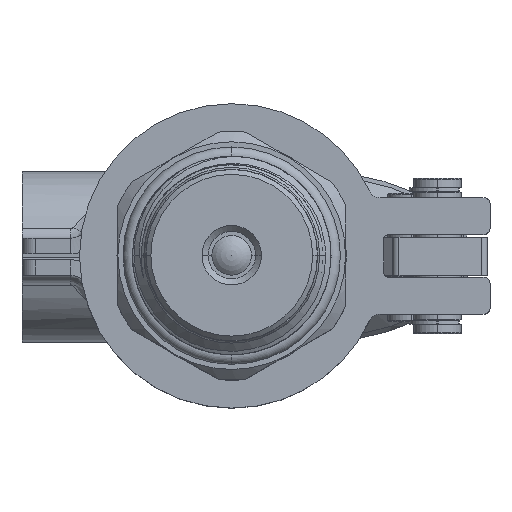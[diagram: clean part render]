
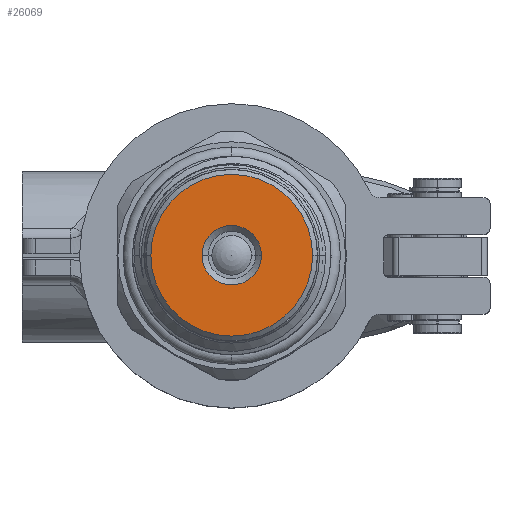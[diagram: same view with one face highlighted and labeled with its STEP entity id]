
A CAD part, top view. The second image highlights one B-rep face of the part: STEP entity #26069.
In plain terms, the highlighted planar face has unit normal (0, 0, 1).
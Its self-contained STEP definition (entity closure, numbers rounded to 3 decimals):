
#1488 = EDGE_CURVE ( 'NONE', #28371, #28383, #19322, .T. ) ;
#1654 = EDGE_CURVE ( 'NONE', #28363, #28358, #18695, .T. ) ;
#5928 = CIRCLE ( 'NONE', #27399, 4.96 ) ;
#8703 = CARTESIAN_POINT ( 'NONE',  ( -14.3, 0., 66.4 ) ) ;
#8718 = PLANE ( 'NONE',  #25600 ) ;
#8722 = DIRECTION ( 'NONE',  ( 0., 0., 1. ) ) ;
#8724 = DIRECTION ( 'NONE',  ( 1., 0., 0. ) ) ;
#9114 = CARTESIAN_POINT ( 'NONE',  ( -4.96, 0., 66.4 ) ) ;
#9124 = CARTESIAN_POINT ( 'NONE',  ( 4.96, 0., 66.4 ) ) ;
#9140 = CARTESIAN_POINT ( 'NONE',  ( -13.5, 0., 66.4 ) ) ;
#9162 = CARTESIAN_POINT ( 'NONE',  ( 13.5, 0., 66.4 ) ) ;
#10590 = CARTESIAN_POINT ( 'NONE',  ( 0., 0., 66.4 ) ) ;
#10708 = DIRECTION ( 'NONE',  ( 1., 0., 0. ) ) ;
#10795 = DIRECTION ( 'NONE',  ( 0., 0., 1. ) ) ;
#12887 = EDGE_CURVE ( 'NONE', #28383, #28371, #19047, .T. ) ;
#13030 = DIRECTION ( 'NONE',  ( 0., 0., 1. ) ) ;
#13266 = DIRECTION ( 'NONE',  ( 1., 0., 0. ) ) ;
#13287 = CARTESIAN_POINT ( 'NONE',  ( 0., 0., 66.4 ) ) ;
#14757 = ORIENTED_EDGE ( 'NONE', *, *, #1488, .T. ) ;
#14858 = ORIENTED_EDGE ( 'NONE', *, *, #20427, .T. ) ;
#15141 = ORIENTED_EDGE ( 'NONE', *, *, #12887, .T. ) ;
#15513 = ORIENTED_EDGE ( 'NONE', *, *, #1654, .T. ) ;
#16744 = EDGE_LOOP ( 'NONE', ( #15513, #14858 ) ) ;
#17436 = EDGE_LOOP ( 'NONE', ( #14757, #15141 ) ) ;
#18695 = CIRCLE ( 'NONE', #28713, 4.96 ) ;
#19047 = CIRCLE ( 'NONE', #28937, 13.5 ) ;
#19322 = CIRCLE ( 'NONE', #20506, 13.5 ) ;
#19531 = DIRECTION ( 'NONE',  ( 1., 0., 0. ) ) ;
#19532 = DIRECTION ( 'NONE',  ( 0., 0., -1. ) ) ;
#19533 = CARTESIAN_POINT ( 'NONE',  ( 0., 0., 66.4 ) ) ;
#20015 = CARTESIAN_POINT ( 'NONE',  ( 0., 0., 66.4 ) ) ;
#20146 = DIRECTION ( 'NONE',  ( 1., 0., 0. ) ) ;
#20219 = DIRECTION ( 'NONE',  ( 0., 0., -1. ) ) ;
#20427 = EDGE_CURVE ( 'NONE', #28358, #28363, #5928, .T. ) ;
#20506 = AXIS2_PLACEMENT_3D ( 'NONE', #13287, #13030, #13266 ) ;
#21005 = FACE_OUTER_BOUND ( 'NONE', #17436, .T. ) ;
#21188 = FACE_BOUND ( 'NONE', #16744, .T. ) ;
#25600 = AXIS2_PLACEMENT_3D ( 'NONE', #8703, #8722, #8724 ) ;
#26069 = ADVANCED_FACE ( 'NONE', ( #21005, #21188 ), #8718, .T. ) ;
#27399 = AXIS2_PLACEMENT_3D ( 'NONE', #19533, #19532, #19531 ) ;
#28358 = VERTEX_POINT ( 'NONE', #9114 ) ;
#28363 = VERTEX_POINT ( 'NONE', #9124 ) ;
#28371 = VERTEX_POINT ( 'NONE', #9140 ) ;
#28383 = VERTEX_POINT ( 'NONE', #9162 ) ;
#28713 = AXIS2_PLACEMENT_3D ( 'NONE', #20015, #20219, #20146 ) ;
#28937 = AXIS2_PLACEMENT_3D ( 'NONE', #10590, #10795, #10708 ) ;
